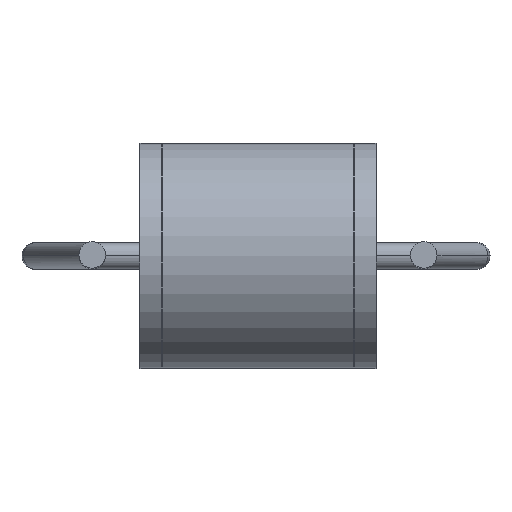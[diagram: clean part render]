
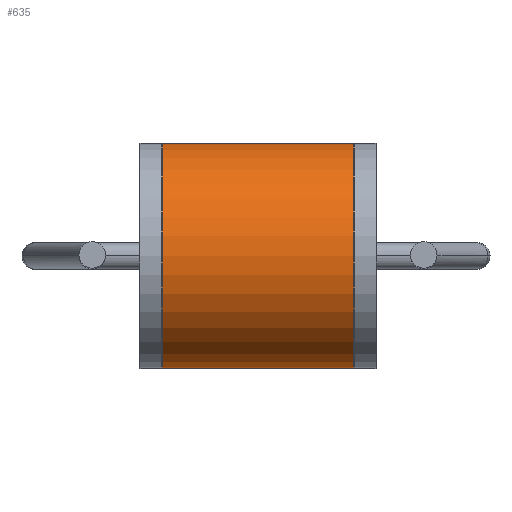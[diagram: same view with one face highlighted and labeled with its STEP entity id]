
A CAD part, top view. The second image highlights one B-rep face of the part: STEP entity #635.
In plain terms, the highlighted cylindrical face has radius 4.25 mm (diameter 8.5 mm), a partial arc.
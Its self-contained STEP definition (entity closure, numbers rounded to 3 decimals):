
#31=DIRECTION('',(1.,0.,0.));
#32=VECTOR('',#31,7.227);
#33=CARTESIAN_POINT('',(-3.613,-4.25,0.));
#34=LINE('',#33,#32);
#63=CARTESIAN_POINT('',(3.613,0.,0.));
#64=DIRECTION('',(1.,0.,0.));
#65=DIRECTION('',(0.,1.,0.));
#66=AXIS2_PLACEMENT_3D('',#63,#64,#65);
#68=CARTESIAN_POINT('',(-3.613,0.,0.));
#69=DIRECTION('',(-1.,0.,0.));
#70=DIRECTION('',(0.,-1.,0.));
#71=AXIS2_PLACEMENT_3D('',#68,#69,#70);
#73=DIRECTION('',(1.,0.,0.));
#74=VECTOR('',#73,7.227);
#75=CARTESIAN_POINT('',(-3.613,4.25,0.));
#76=LINE('',#75,#74);
#465=CARTESIAN_POINT('',(3.613,-4.25,0.));
#466=CARTESIAN_POINT('',(3.613,4.25,0.));
#467=VERTEX_POINT('',#465);
#468=VERTEX_POINT('',#466);
#477=CARTESIAN_POINT('',(-3.613,4.25,0.));
#478=CARTESIAN_POINT('',(-3.613,-4.25,0.));
#479=VERTEX_POINT('',#477);
#480=VERTEX_POINT('',#478);
#623=CARTESIAN_POINT('',(-4.45,0.,0.));
#624=DIRECTION('',(1.,0.,0.));
#625=DIRECTION('',(0.,-1.,0.));
#626=AXIS2_PLACEMENT_3D('',#623,#624,#625);
#627=CYLINDRICAL_SURFACE('',#626,4.25);
#628=ORIENTED_EDGE('',*,*,#612,.T.);
#629=ORIENTED_EDGE('',*,*,#570,.F.);
#631=ORIENTED_EDGE('',*,*,#630,.T.);
#632=ORIENTED_EDGE('',*,*,#566,.T.);
#633=EDGE_LOOP('',(#628,#629,#631,#632));
#634=FACE_OUTER_BOUND('',#633,.F.);
#635=ADVANCED_FACE('',(#634),#627,.T.);
#67=CIRCLE('',#66,4.25);
#72=CIRCLE('',#71,4.25);
#566=EDGE_CURVE('',#479,#468,#76,.T.);
#570=EDGE_CURVE('',#480,#467,#34,.T.);
#612=EDGE_CURVE('',#468,#467,#67,.T.);
#630=EDGE_CURVE('',#480,#479,#72,.T.);
